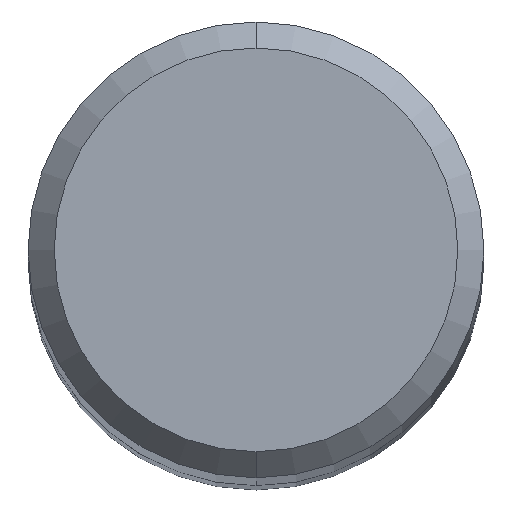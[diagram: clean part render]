
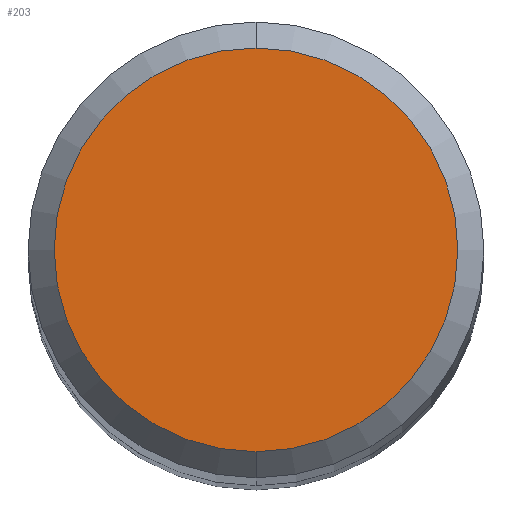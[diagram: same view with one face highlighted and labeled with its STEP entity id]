
A CAD part, top view. The second image highlights one B-rep face of the part: STEP entity #203.
In plain terms, the highlighted planar face has unit normal (0, 0, 1).
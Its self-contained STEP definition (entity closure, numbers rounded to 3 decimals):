
#199=EDGE_CURVE('',#403,#261,#478,.T.);
#203=ADVANCED_FACE('',(#482),#483,.T.);
#261=VERTEX_POINT('',#547);
#387=EDGE_CURVE('',#261,#403,#686,.T.);
#403=VERTEX_POINT('',#703);
#478=CIRCLE('',#821,3.1);
#482=FACE_OUTER_BOUND('',#825,.T.);
#483=PLANE('',#826);
#547=CARTESIAN_POINT('',(0.0,3.1,0.0));
#686=CIRCLE('',#1253,3.1);
#703=CARTESIAN_POINT('',(0.,-3.1,0.0));
#821=AXIS2_PLACEMENT_3D('',#1356,#1357,#1358);
#825=EDGE_LOOP('',(#1360,#1361));
#826=AXIS2_PLACEMENT_3D('',#1362,#1363,#1364);
#1253=AXIS2_PLACEMENT_3D('',#1604,#1605,#1606);
#1356=CARTESIAN_POINT('',(0.0,0.0,0.0));
#1357=DIRECTION('',(0.0,0.0,-1.0));
#1358=DIRECTION('',(0.0,1.0,0.0));
#1360=ORIENTED_EDGE('',*,*,#387,.F.);
#1361=ORIENTED_EDGE('',*,*,#199,.F.);
#1362=CARTESIAN_POINT('',(0.0,1.55,0.0));
#1363=DIRECTION('',(-0.0,0.0,1.0));
#1364=DIRECTION('',(0.0,-1.0,0.0));
#1604=CARTESIAN_POINT('',(0.0,0.0,0.0));
#1605=DIRECTION('',(0.0,0.0,-1.0));
#1606=DIRECTION('',(0.0,1.0,0.0));
